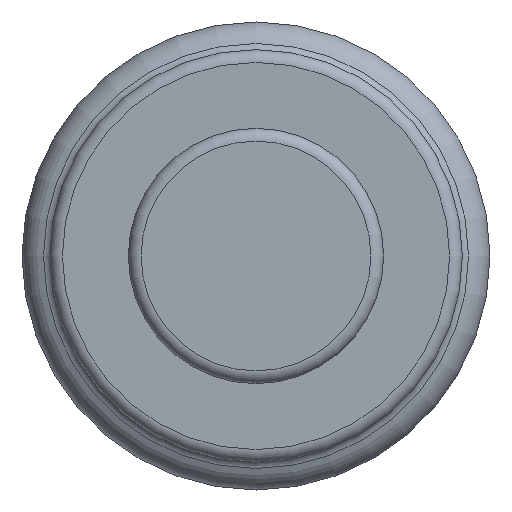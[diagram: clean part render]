
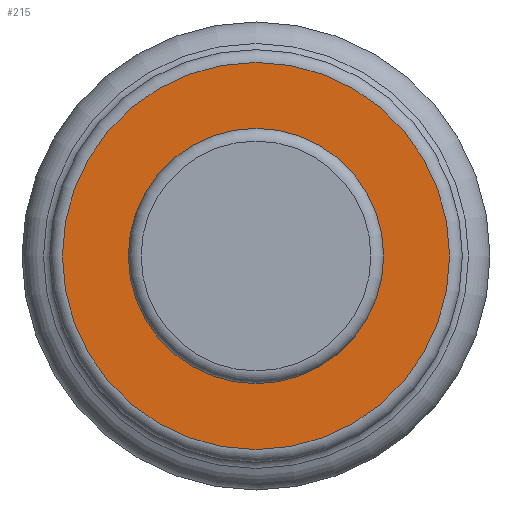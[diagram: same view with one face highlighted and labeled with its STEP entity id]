
A CAD part, front view. The second image highlights one B-rep face of the part: STEP entity #215.
In plain terms, the highlighted planar face has unit normal (0, -1, 0).
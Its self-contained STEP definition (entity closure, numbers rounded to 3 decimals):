
#187=FACE_BOUND('',#244,.T.);
#188=FACE_BOUND('',#245,.T.);
#215=ADVANCED_FACE('',(#187,#188),#229,.T.);
#229=PLANE('',#372);
#244=EDGE_LOOP('',(#278));
#245=EDGE_LOOP('',(#279));
#278=ORIENTED_EDGE('',*,*,#329,.T.);
#279=ORIENTED_EDGE('',*,*,#330,.T.);
#312=VERTEX_POINT('',#490);
#313=VERTEX_POINT('',#492);
#329=EDGE_CURVE('',#312,#312,#346,.T.);
#330=EDGE_CURVE('',#313,#313,#347,.T.);
#346=CIRCLE('',#370,4.55);
#347=CIRCLE('',#371,3.);
#370=AXIS2_PLACEMENT_3D('',#489,#424,#425);
#371=AXIS2_PLACEMENT_3D('',#491,#426,#427);
#372=AXIS2_PLACEMENT_3D('',#493,#428,#429);
#424=DIRECTION('',(0.,-1.,0.));
#425=DIRECTION('',(0.,0.,-1.));
#426=DIRECTION('',(0.,1.,0.));
#427=DIRECTION('',(0.,0.,1.));
#428=DIRECTION('',(0.,-1.,0.));
#429=DIRECTION('',(0.,0.,-1.));
#489=CARTESIAN_POINT('',(5.5,2.8,5.5));
#490=CARTESIAN_POINT('',(5.5,2.8,0.95));
#491=CARTESIAN_POINT('',(5.5,2.8,5.5));
#492=CARTESIAN_POINT('',(5.5,2.8,8.5));
#493=CARTESIAN_POINT('',(5.5,2.8,0.65));
